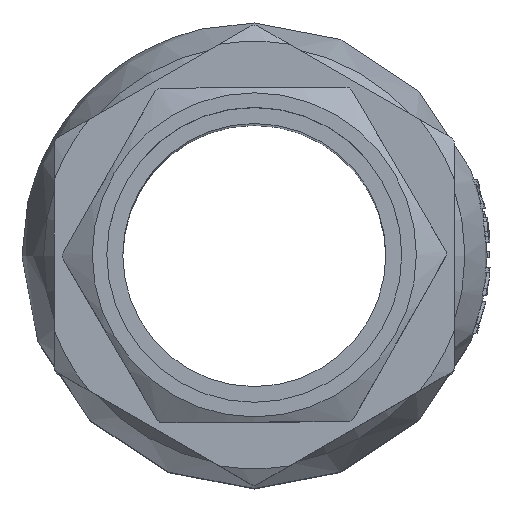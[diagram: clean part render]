
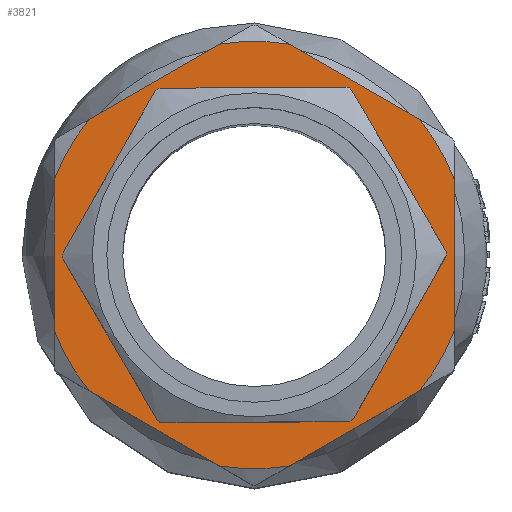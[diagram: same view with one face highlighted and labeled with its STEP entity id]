
A CAD part, top view. The second image highlights one B-rep face of the part: STEP entity #3821.
In plain terms, the highlighted planar face has unit normal (0, 0, 1).
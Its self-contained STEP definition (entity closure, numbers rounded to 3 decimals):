
#196=FACE_BOUND('',#1110,.T.);
#278=PLANE('',#4123);
#432=LINE('',#7143,#635);
#435=LINE('',#7177,#638);
#439=LINE('',#7229,#642);
#443=LINE('',#7277,#646);
#447=LINE('',#7325,#650);
#453=LINE('',#7472,#656);
#459=LINE('',#7487,#662);
#462=LINE('',#7495,#665);
#465=LINE('',#7503,#668);
#467=LINE('',#7509,#670);
#479=LINE('',#7577,#682);
#480=LINE('',#7578,#683);
#635=VECTOR('',#4674,10.);
#638=VECTOR('',#4681,10.);
#642=VECTOR('',#4693,10.);
#646=VECTOR('',#4705,10.);
#650=VECTOR('',#4717,10.);
#656=VECTOR('',#4743,10.);
#662=VECTOR('',#4759,10.);
#665=VECTOR('',#4768,10.);
#668=VECTOR('',#4777,10.);
#670=VECTOR('',#4785,10.);
#682=VECTOR('',#4871,10.);
#683=VECTOR('',#4872,10.);
#896=FACE_OUTER_BOUND('',#1109,.T.);
#1109=EDGE_LOOP('',(#3244,#3245,#3246,#3247,#3248,#3249,#3250,#3251,#3252,
#3253,#3254,#3255));
#1110=EDGE_LOOP('',(#3256,#3257,#3258,#3259,#3260,#3261,#3262,#3263,#3264,
#3265,#3266,#3267));
#1222=CIRCLE('',#4047,32.5);
#1223=CIRCLE('',#4052,32.5);
#1224=CIRCLE('',#4056,32.5);
#1225=CIRCLE('',#4060,32.5);
#1226=CIRCLE('',#4064,32.5);
#1227=CIRCLE('',#4067,32.5);
#1228=CIRCLE('',#4069,1.);
#1230=CIRCLE('',#4074,1.);
#1231=CIRCLE('',#4076,1.);
#1232=CIRCLE('',#4079,1.);
#1233=CIRCLE('',#4082,1.);
#1234=CIRCLE('',#4085,1.);
#1679=VERTEX_POINT('',#7117);
#1680=VERTEX_POINT('',#7121);
#1685=VERTEX_POINT('',#7139);
#1690=VERTEX_POINT('',#7172);
#1691=VERTEX_POINT('',#7176);
#1696=VERTEX_POINT('',#7194);
#1699=VERTEX_POINT('',#7224);
#1700=VERTEX_POINT('',#7228);
#1707=VERTEX_POINT('',#7272);
#1708=VERTEX_POINT('',#7276);
#1715=VERTEX_POINT('',#7320);
#1716=VERTEX_POINT('',#7324);
#1723=VERTEX_POINT('',#7379);
#1724=VERTEX_POINT('',#7381);
#1737=VERTEX_POINT('',#7471);
#1738=VERTEX_POINT('',#7475);
#1739=VERTEX_POINT('',#7479);
#1740=VERTEX_POINT('',#7481);
#1741=VERTEX_POINT('',#7485);
#1742=VERTEX_POINT('',#7489);
#1743=VERTEX_POINT('',#7493);
#1744=VERTEX_POINT('',#7497);
#1745=VERTEX_POINT('',#7501);
#1746=VERTEX_POINT('',#7505);
#2163=EDGE_CURVE('',#1680,#1679,#1222,.T.);
#2170=EDGE_CURVE('',#1679,#1685,#432,.T.);
#2176=EDGE_CURVE('',#1691,#1690,#435,.T.);
#2183=EDGE_CURVE('',#1690,#1696,#1223,.T.);
#2188=EDGE_CURVE('',#1700,#1699,#439,.T.);
#2194=EDGE_CURVE('',#1699,#1691,#1224,.T.);
#2199=EDGE_CURVE('',#1708,#1707,#443,.T.);
#2205=EDGE_CURVE('',#1707,#1700,#1225,.T.);
#2210=EDGE_CURVE('',#1716,#1715,#447,.T.);
#2216=EDGE_CURVE('',#1715,#1708,#1226,.T.);
#2219=EDGE_CURVE('',#1685,#1716,#1227,.T.);
#2222=EDGE_CURVE('',#1723,#1724,#1228,.F.);
#2238=EDGE_CURVE('',#1737,#1724,#453,.T.);
#2240=EDGE_CURVE('',#1737,#1738,#1230,.F.);
#2243=EDGE_CURVE('',#1739,#1740,#1231,.F.);
#2246=EDGE_CURVE('',#1739,#1741,#459,.T.);
#2248=EDGE_CURVE('',#1742,#1741,#1232,.F.);
#2250=EDGE_CURVE('',#1742,#1743,#462,.T.);
#2252=EDGE_CURVE('',#1744,#1743,#1233,.F.);
#2254=EDGE_CURVE('',#1744,#1745,#465,.T.);
#2256=EDGE_CURVE('',#1746,#1745,#1234,.F.);
#2257=EDGE_CURVE('',#1746,#1738,#467,.T.);
#2288=EDGE_CURVE('',#1696,#1680,#479,.T.);
#2289=EDGE_CURVE('',#1723,#1740,#480,.T.);
#3244=ORIENTED_EDGE('',*,*,#2205,.T.);
#3245=ORIENTED_EDGE('',*,*,#2188,.T.);
#3246=ORIENTED_EDGE('',*,*,#2194,.T.);
#3247=ORIENTED_EDGE('',*,*,#2176,.T.);
#3248=ORIENTED_EDGE('',*,*,#2183,.T.);
#3249=ORIENTED_EDGE('',*,*,#2288,.T.);
#3250=ORIENTED_EDGE('',*,*,#2163,.T.);
#3251=ORIENTED_EDGE('',*,*,#2170,.T.);
#3252=ORIENTED_EDGE('',*,*,#2219,.T.);
#3253=ORIENTED_EDGE('',*,*,#2210,.T.);
#3254=ORIENTED_EDGE('',*,*,#2216,.T.);
#3255=ORIENTED_EDGE('',*,*,#2199,.T.);
#3256=ORIENTED_EDGE('',*,*,#2257,.T.);
#3257=ORIENTED_EDGE('',*,*,#2240,.F.);
#3258=ORIENTED_EDGE('',*,*,#2238,.T.);
#3259=ORIENTED_EDGE('',*,*,#2222,.F.);
#3260=ORIENTED_EDGE('',*,*,#2289,.T.);
#3261=ORIENTED_EDGE('',*,*,#2243,.F.);
#3262=ORIENTED_EDGE('',*,*,#2246,.T.);
#3263=ORIENTED_EDGE('',*,*,#2248,.F.);
#3264=ORIENTED_EDGE('',*,*,#2250,.T.);
#3265=ORIENTED_EDGE('',*,*,#2252,.F.);
#3266=ORIENTED_EDGE('',*,*,#2254,.T.);
#3267=ORIENTED_EDGE('',*,*,#2256,.F.);
#3821=ADVANCED_FACE('',(#896,#196),#278,.T.);
#4047=AXIS2_PLACEMENT_3D('',#7122,#4668,#4669);
#4052=AXIS2_PLACEMENT_3D('',#7198,#4686,#4687);
#4056=AXIS2_PLACEMENT_3D('',#7246,#4698,#4699);
#4060=AXIS2_PLACEMENT_3D('',#7294,#4710,#4711);
#4064=AXIS2_PLACEMENT_3D('',#7342,#4722,#4723);
#4067=AXIS2_PLACEMENT_3D('',#7365,#4728,#4729);
#4069=AXIS2_PLACEMENT_3D('',#7382,#4733,#4734);
#4074=AXIS2_PLACEMENT_3D('',#7476,#4747,#4748);
#4076=AXIS2_PLACEMENT_3D('',#7482,#4753,#4754);
#4079=AXIS2_PLACEMENT_3D('',#7491,#4763,#4764);
#4082=AXIS2_PLACEMENT_3D('',#7499,#4772,#4773);
#4085=AXIS2_PLACEMENT_3D('',#7507,#4781,#4782);
#4123=AXIS2_PLACEMENT_3D('',#7576,#4869,#4870);
#4668=DIRECTION('center_axis',(0.,0.,1.));
#4669=DIRECTION('ref_axis',(0.,1.,0.));
#4674=DIRECTION('',(0.,1.,0.));
#4681=DIRECTION('',(0.866,-0.5,0.));
#4686=DIRECTION('center_axis',(0.,0.,1.));
#4687=DIRECTION('ref_axis',(0.,1.,0.));
#4693=DIRECTION('',(0.,-1.,0.));
#4698=DIRECTION('center_axis',(0.,0.,1.));
#4699=DIRECTION('ref_axis',(0.,1.,0.));
#4705=DIRECTION('',(-0.866,-0.5,0.));
#4710=DIRECTION('center_axis',(0.,0.,1.));
#4711=DIRECTION('ref_axis',(0.,1.,0.));
#4717=DIRECTION('',(-0.866,0.5,0.));
#4722=DIRECTION('center_axis',(0.,0.,1.));
#4723=DIRECTION('ref_axis',(0.,1.,0.));
#4728=DIRECTION('center_axis',(0.,0.,1.));
#4729=DIRECTION('ref_axis',(0.,1.,0.));
#4733=DIRECTION('center_axis',(0.,0.,-1.));
#4734=DIRECTION('ref_axis',(0.506,-0.863,0.));
#4743=DIRECTION('',(-0.494,-0.869,0.));
#4747=DIRECTION('center_axis',(0.,0.,-1.));
#4748=DIRECTION('ref_axis',(1.,0.006,0.));
#4753=DIRECTION('center_axis',(0.,0.,-1.));
#4754=DIRECTION('ref_axis',(-0.494,-0.869,0.));
#4759=DIRECTION('',(-0.506,0.863,0.));
#4763=DIRECTION('center_axis',(0.,0.,-1.));
#4764=DIRECTION('ref_axis',(-1.,-0.006,0.));
#4768=DIRECTION('',(0.494,0.869,0.));
#4772=DIRECTION('center_axis',(0.,0.,-1.));
#4773=DIRECTION('ref_axis',(-0.506,0.863,0.));
#4777=DIRECTION('',(1.,0.006,0.));
#4781=DIRECTION('center_axis',(0.,0.,-1.));
#4782=DIRECTION('ref_axis',(0.494,0.869,0.));
#4785=DIRECTION('',(0.506,-0.863,0.));
#4869=DIRECTION('center_axis',(0.,0.,1.));
#4870=DIRECTION('ref_axis',(1.,0.,0.));
#4871=DIRECTION('',(0.866,0.5,0.));
#4872=DIRECTION('',(-1.,-0.006,0.));
#7117=CARTESIAN_POINT('',(30.423,-11.432,82.));
#7121=CARTESIAN_POINT('',(25.112,-20.63,82.));
#7122=CARTESIAN_POINT('Origin',(0.,0.,82.));
#7139=CARTESIAN_POINT('',(30.423,11.432,82.));
#7143=CARTESIAN_POINT('',(30.423,-17.564,82.));
#7172=CARTESIAN_POINT('',(-5.311,-32.063,82.));
#7176=CARTESIAN_POINT('',(-25.112,-20.63,82.));
#7177=CARTESIAN_POINT('',(-30.423,-17.564,82.));
#7194=CARTESIAN_POINT('',(5.311,-32.063,82.));
#7198=CARTESIAN_POINT('Origin',(0.,0.,82.));
#7224=CARTESIAN_POINT('',(-30.423,-11.432,82.));
#7228=CARTESIAN_POINT('',(-30.423,11.432,82.));
#7229=CARTESIAN_POINT('',(-30.423,17.564,82.));
#7246=CARTESIAN_POINT('Origin',(0.,0.,82.));
#7272=CARTESIAN_POINT('',(-25.112,20.63,82.));
#7276=CARTESIAN_POINT('',(-5.311,32.063,82.));
#7277=CARTESIAN_POINT('',(0.,35.129,82.));
#7294=CARTESIAN_POINT('Origin',(0.,0.,82.));
#7320=CARTESIAN_POINT('',(5.311,32.063,82.));
#7324=CARTESIAN_POINT('',(25.112,20.63,82.));
#7325=CARTESIAN_POINT('',(30.423,17.564,82.));
#7342=CARTESIAN_POINT('Origin',(0.,0.,82.));
#7365=CARTESIAN_POINT('Origin',(0.,0.,82.));
#7379=CARTESIAN_POINT('',(14.263,-25.332,82.));
#7381=CARTESIAN_POINT('',(15.126,-24.826,82.));
#7382=CARTESIAN_POINT('Origin',(14.256,-24.332,82.));
#7471=CARTESIAN_POINT('',(29.069,-0.314,82.));
#7472=CARTESIAN_POINT('',(31.189,3.413,82.));
#7475=CARTESIAN_POINT('',(29.063,0.686,82.));
#7476=CARTESIAN_POINT('Origin',(28.2,0.18,82.));
#7479=CARTESIAN_POINT('',(-14.807,-25.018,82.));
#7481=CARTESIAN_POINT('',(-13.937,-25.512,82.));
#7482=CARTESIAN_POINT('Origin',(-13.944,-24.512,82.));
#7485=CARTESIAN_POINT('',(-29.063,-0.686,82.));
#7487=CARTESIAN_POINT('',(-23.769,-9.721,82.));
#7489=CARTESIAN_POINT('',(-29.069,0.314,82.));
#7491=CARTESIAN_POINT('Origin',(-28.2,-0.18,82.));
#7493=CARTESIAN_POINT('',(-15.126,24.826,82.));
#7495=CARTESIAN_POINT('',(-20.263,15.795,82.));
#7497=CARTESIAN_POINT('',(-14.263,25.332,82.));
#7499=CARTESIAN_POINT('Origin',(-14.256,24.332,82.));
#7501=CARTESIAN_POINT('',(13.937,25.512,82.));
#7503=CARTESIAN_POINT('',(-7.42,25.376,82.));
#7505=CARTESIAN_POINT('',(14.807,25.018,82.));
#7507=CARTESIAN_POINT('Origin',(13.944,24.512,82.));
#7509=CARTESIAN_POINT('',(12.68,28.647,82.));
#7576=CARTESIAN_POINT('Origin',(0.,25.423,82.));
#7577=CARTESIAN_POINT('',(0.,-35.129,82.));
#7578=CARTESIAN_POINT('',(7.583,-25.374,82.));
